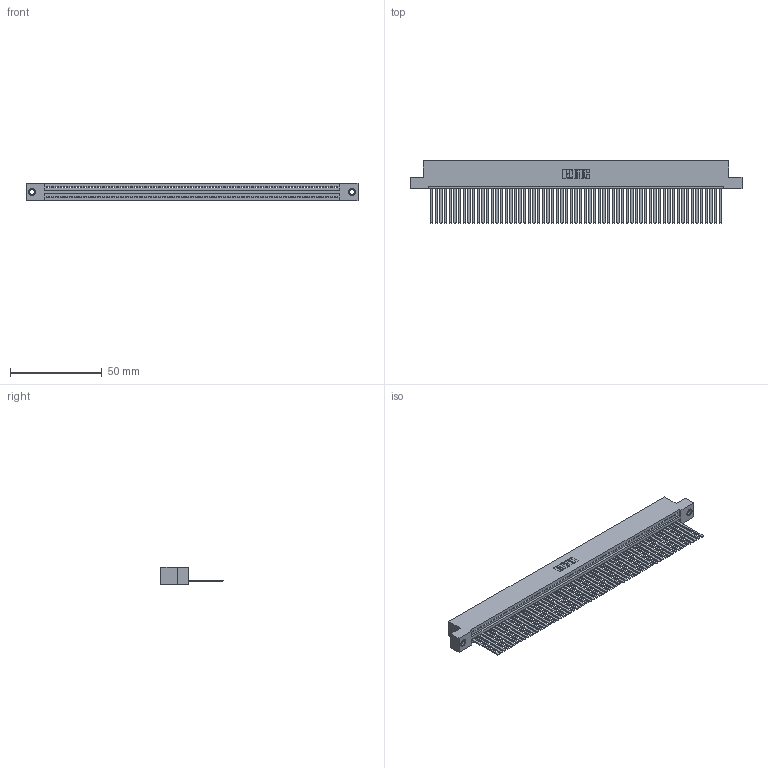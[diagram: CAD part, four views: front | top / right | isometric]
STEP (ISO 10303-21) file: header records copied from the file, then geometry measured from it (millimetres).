
FILE_DESCRIPTION (( 'STEP AP203' ), '1' );
FILE_NAME ('345-063-544-107.STEP', '2019-10-11T11:58:12', ( '' ), ( '' ), 'SwSTEP 2.0', 'SolidWorks 2016', '' );
FILE_SCHEMA (( 'CONFIG_CONTROL_DESIGN' ));
Length unit declared in the file: inch
Products named in the file (4): 345-292-001_345-293-144; 345 Part_Flush Mounting Lugs - 0.156 Dia-TI; 345-250-001_345-250-005-103; 345-063-544-107
Assembly tree (66 placements, depth 2):
  345-063-544-107
    345 Part_Flush Mounting Lugs - 0.156 Dia-TI
    345-292-001_345-293-144  x63
    345-250-001_345-250-005-103  x2
Bounding box: 181.23 x 33.96 x 9.4 mm (x, y, z)
Volume: 18101.4 mm3; surface area: 26563.6 mm2
Topology: 66 solids, 66 shells, 3462 faces, 10431 edges, 6862 vertices
Faces by surface type: plane 2380, cylinder 1066, cone 12, torus 4
Entity records: 45590 total; most frequent: CARTESIAN_POINT 7876, ORIENTED_EDGE 7866, DIRECTION 6873, EDGE_CURVE 3933, VECTOR 3533, LINE 3533, VERTEX_POINT 2616, AXIS2_PLACEMENT_3D 1670
